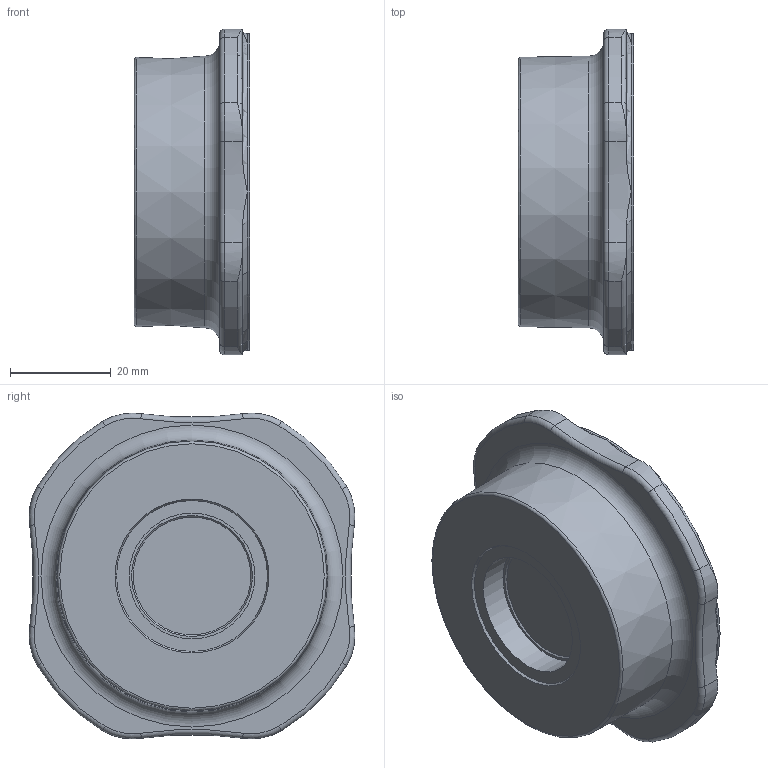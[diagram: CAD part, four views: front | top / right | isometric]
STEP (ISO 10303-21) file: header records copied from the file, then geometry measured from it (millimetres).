
FILE_DESCRIPTION((''),'2;1');
FILE_NAME('98200103.stp','2011-06-30T12:31:12',('frese'),(''),'Autodesk Inventor 2011','Autodesk Inventor 2011','');
FILE_SCHEMA(('AUTOMOTIVE_DESIGN { 1 0 10303 214 1 1 1 1 }'));
Length unit declared in the file: millimetre
Products named in the file (1): 98200103
Bounding box: 23 x 64.69 x 64.69 mm (x, y, z)
Volume: 37205.2 mm3; surface area: 16948.7 mm2
Topology: 1 solids, 7 shells, 148 faces, 348 edges, 223 vertices
Faces by surface type: plane 69, cylinder 45, torus 27, cone 7
Full cylindrical faces by diameter (mm): 2.459 x3, 3.9 x3, 4.3 x3, 6 x3, 25 x1, 29.8 x1, 41.5 x2, 63 x1
Entity records: 4134 total; most frequent: CARTESIAN_POINT 791, DIRECTION 754, ORIENTED_EDGE 612, AXIS2_PLACEMENT_3D 315, EDGE_CURVE 306, VERTEX_POINT 208, EDGE_LOOP 190, CIRCLE 166
